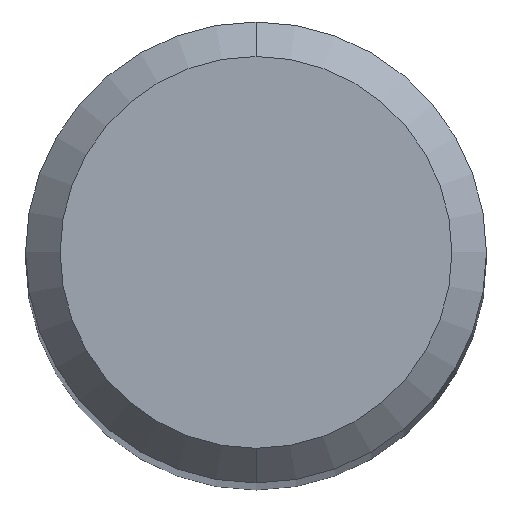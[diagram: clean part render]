
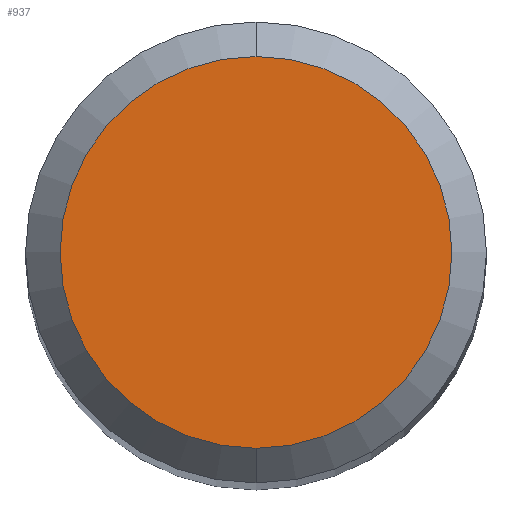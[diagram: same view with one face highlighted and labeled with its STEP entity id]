
A CAD part, top view. The second image highlights one B-rep face of the part: STEP entity #937.
In plain terms, the highlighted planar face has unit normal (0, 0, 1).
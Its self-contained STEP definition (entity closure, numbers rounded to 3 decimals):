
#561=VERTEX_POINT('',#1402);
#681=VERTEX_POINT('',#1535);
#899=EDGE_CURVE('',#681,#561,#1770,.T.);
#937=ADVANCED_FACE('',(#1813),#1814,.T.);
#1093=EDGE_CURVE('',#561,#681,#1980,.T.);
#1402=CARTESIAN_POINT('',(0.0,1.7,0.0));
#1535=CARTESIAN_POINT('',(0.,-1.7,0.0));
#1770=CIRCLE('',#4130,1.7);
#1813=FACE_OUTER_BOUND('',#4277,.T.);
#1814=PLANE('',#4278);
#1980=CIRCLE('',#5017,1.7);
#4130=AXIS2_PLACEMENT_3D('',#6373,#6374,#6375);
#4277=EDGE_LOOP('',(#6442,#6443));
#4278=AXIS2_PLACEMENT_3D('',#6444,#6445,#6446);
#5017=AXIS2_PLACEMENT_3D('',#6591,#6592,#6593);
#6373=CARTESIAN_POINT('',(0.0,0.0,0.0));
#6374=DIRECTION('',(0.0,0.0,-1.0));
#6375=DIRECTION('',(0.0,1.0,0.0));
#6442=ORIENTED_EDGE('',*,*,#1093,.F.);
#6443=ORIENTED_EDGE('',*,*,#899,.F.);
#6444=CARTESIAN_POINT('',(0.0,0.85,0.0));
#6445=DIRECTION('',(-0.0,0.0,1.0));
#6446=DIRECTION('',(0.0,-1.0,0.0));
#6591=CARTESIAN_POINT('',(0.0,0.0,0.0));
#6592=DIRECTION('',(0.0,0.0,-1.0));
#6593=DIRECTION('',(0.0,1.0,0.0));
